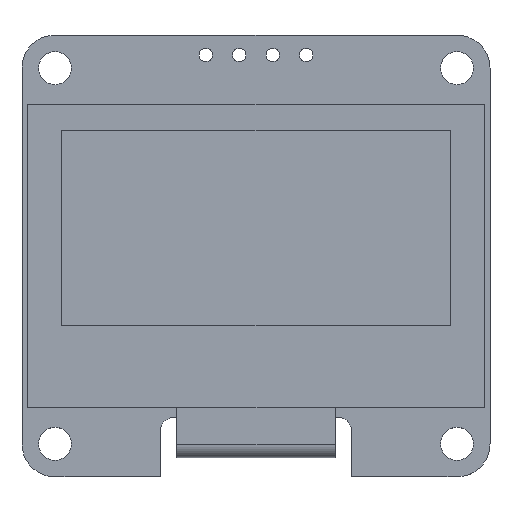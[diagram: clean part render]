
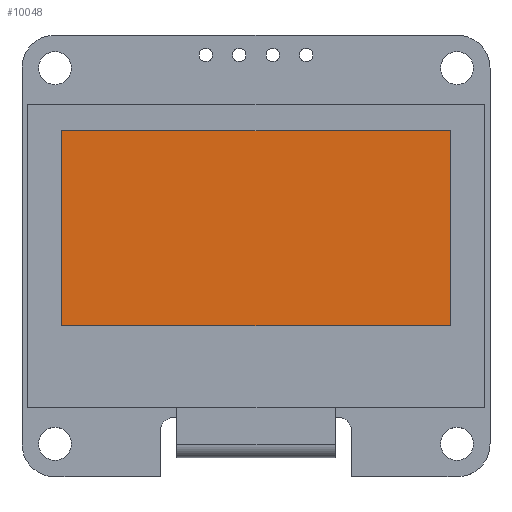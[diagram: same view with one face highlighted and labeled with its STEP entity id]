
A CAD part, top view. The second image highlights one B-rep face of the part: STEP entity #10048.
In plain terms, the highlighted planar face has unit normal (0, 0, 1).
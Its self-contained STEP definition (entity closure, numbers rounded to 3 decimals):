
#857=PLANE('',#10947);
#1336=FACE_OUTER_BOUND('',#1896,.T.);
#1896=EDGE_LOOP('',(#9141,#9142,#9143,#9144));
#2999=LINE('',#16293,#4150);
#3003=LINE('',#16300,#4154);
#3006=LINE('',#16306,#4157);
#3008=LINE('',#16309,#4159);
#4150=VECTOR('',#13387,10.);
#4154=VECTOR('',#13393,10.);
#4157=VECTOR('',#13398,10.);
#4159=VECTOR('',#13402,10.);
#5278=VERTEX_POINT('',#16290);
#5279=VERTEX_POINT('',#16292);
#5281=VERTEX_POINT('',#16298);
#5283=VERTEX_POINT('',#16304);
#6571=EDGE_CURVE('',#5278,#5279,#2999,.T.);
#6575=EDGE_CURVE('',#5281,#5278,#3003,.T.);
#6578=EDGE_CURVE('',#5283,#5281,#3006,.T.);
#6580=EDGE_CURVE('',#5279,#5283,#3008,.T.);
#9141=ORIENTED_EDGE('',*,*,#6580,.F.);
#9142=ORIENTED_EDGE('',*,*,#6571,.F.);
#9143=ORIENTED_EDGE('',*,*,#6575,.F.);
#9144=ORIENTED_EDGE('',*,*,#6578,.F.);
#10048=ADVANCED_FACE('',(#1336),#857,.F.);
#10947=AXIS2_PLACEMENT_3D('',#16310,#13403,#13404);
#13387=DIRECTION('',(0.,-1.,0.));
#13393=DIRECTION('',(1.,0.,0.));
#13398=DIRECTION('',(0.,1.,0.));
#13402=DIRECTION('',(-1.,0.,0.));
#13403=DIRECTION('center_axis',(0.,0.,-1.));
#13404=DIRECTION('ref_axis',(-1.,0.,0.));
#16290=CARTESIAN_POINT('',(14.75,9.05,3.19));
#16292=CARTESIAN_POINT('',(14.75,-5.75,3.19));
#16293=CARTESIAN_POINT('',(14.75,9.05,3.19));
#16298=CARTESIAN_POINT('',(-14.75,9.05,3.19));
#16300=CARTESIAN_POINT('',(-14.75,9.05,3.19));
#16304=CARTESIAN_POINT('',(-14.75,-5.75,3.19));
#16306=CARTESIAN_POINT('',(-14.75,-5.75,3.19));
#16309=CARTESIAN_POINT('',(14.75,-5.75,3.19));
#16310=CARTESIAN_POINT('Origin',(0.,-0.45,3.19));
